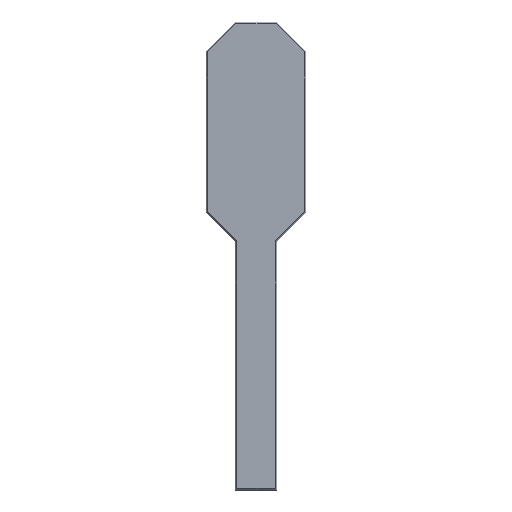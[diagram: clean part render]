
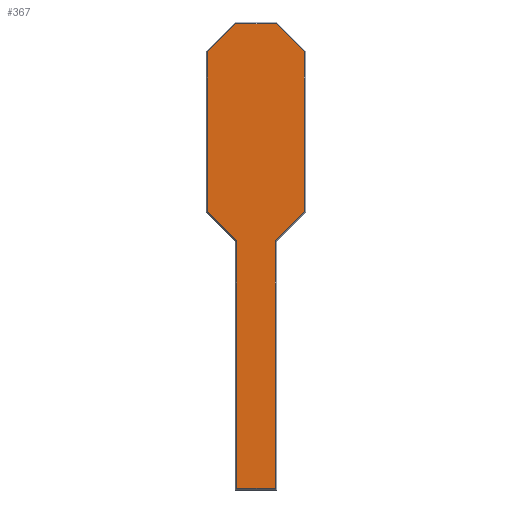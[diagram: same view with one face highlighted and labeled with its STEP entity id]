
A CAD part, top view. The second image highlights one B-rep face of the part: STEP entity #367.
In plain terms, the highlighted planar face has unit normal (0, 0, 1).
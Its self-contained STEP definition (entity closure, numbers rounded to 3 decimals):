
#142 = VERTEX_POINT('',#143);
#143 = CARTESIAN_POINT('',(-4.4,-68.3,3.));
#151 = VERTEX_POINT('',#152);
#152 = CARTESIAN_POINT('',(4.4,-68.3,3.));
#158 = EDGE_CURVE('',#142,#151,#159,.T.);
#159 = LINE('',#160,#161);
#160 = CARTESIAN_POINT('',(-4.8,-68.3,3.));
#161 = VECTOR('',#162,1.);
#162 = DIRECTION('',(1.,0.,0.));
#259 = VERTEX_POINT('',#260);
#260 = CARTESIAN_POINT('',(-4.4,-11.405,3.));
#268 = EDGE_CURVE('',#259,#142,#269,.T.);
#269 = LINE('',#270,#271);
#270 = CARTESIAN_POINT('',(-4.4,-11.571,3.));
#271 = VECTOR('',#272,1.);
#272 = DIRECTION('',(0.,-1.,0.));
#367 = ADVANCED_FACE('',(#368),#434,.T.);
#368 = FACE_BOUND('',#369,.T.);
#369 = EDGE_LOOP('',(#370,#371,#379,#387,#395,#403,#411,#419,#427,#433)
  );
#370 = ORIENTED_EDGE('',*,*,#158,.T.);
#371 = ORIENTED_EDGE('',*,*,#372,.T.);
#372 = EDGE_CURVE('',#151,#373,#375,.T.);
#373 = VERTEX_POINT('',#374);
#374 = CARTESIAN_POINT('',(4.4,-11.405,3.));
#375 = LINE('',#376,#377);
#376 = CARTESIAN_POINT('',(4.4,-68.7,3.));
#377 = VECTOR('',#378,1.);
#378 = DIRECTION('',(0.,1.,0.));
#379 = ORIENTED_EDGE('',*,*,#380,.T.);
#380 = EDGE_CURVE('',#373,#381,#383,.T.);
#381 = VERTEX_POINT('',#382);
#382 = CARTESIAN_POINT('',(11.1,-4.705,3.));
#383 = LINE('',#384,#385);
#384 = CARTESIAN_POINT('',(4.517,-11.288,3.));
#385 = VECTOR('',#386,1.);
#386 = DIRECTION('',(0.707,0.707,0.));
#387 = ORIENTED_EDGE('',*,*,#388,.T.);
#388 = EDGE_CURVE('',#381,#389,#391,.T.);
#389 = VERTEX_POINT('',#390);
#390 = CARTESIAN_POINT('',(11.1,32.105,3.));
#391 = LINE('',#392,#393);
#392 = CARTESIAN_POINT('',(11.1,-4.871,3.));
#393 = VECTOR('',#394,1.);
#394 = DIRECTION('',(0.,1.,0.));
#395 = ORIENTED_EDGE('',*,*,#396,.T.);
#396 = EDGE_CURVE('',#389,#397,#399,.T.);
#397 = VERTEX_POINT('',#398);
#398 = CARTESIAN_POINT('',(4.634,38.571,3.));
#399 = LINE('',#400,#401);
#400 = CARTESIAN_POINT('',(11.217,31.988,3.));
#401 = VECTOR('',#402,1.);
#402 = DIRECTION('',(-0.707,0.707,0.));
#403 = ORIENTED_EDGE('',*,*,#404,.T.);
#404 = EDGE_CURVE('',#397,#405,#407,.T.);
#405 = VERTEX_POINT('',#406);
#406 = CARTESIAN_POINT('',(-4.634,38.571,3.));
#407 = LINE('',#408,#409);
#408 = CARTESIAN_POINT('',(4.8,38.571,3.));
#409 = VECTOR('',#410,1.);
#410 = DIRECTION('',(-1.,0.,0.));
#411 = ORIENTED_EDGE('',*,*,#412,.T.);
#412 = EDGE_CURVE('',#405,#413,#415,.T.);
#413 = VERTEX_POINT('',#414);
#414 = CARTESIAN_POINT('',(-11.1,32.105,3.));
#415 = LINE('',#416,#417);
#416 = CARTESIAN_POINT('',(-4.517,38.688,3.));
#417 = VECTOR('',#418,1.);
#418 = DIRECTION('',(-0.707,-0.707,0.));
#419 = ORIENTED_EDGE('',*,*,#420,.T.);
#420 = EDGE_CURVE('',#413,#421,#423,.T.);
#421 = VERTEX_POINT('',#422);
#422 = CARTESIAN_POINT('',(-11.1,-4.705,3.));
#423 = LINE('',#424,#425);
#424 = CARTESIAN_POINT('',(-11.1,32.271,3.));
#425 = VECTOR('',#426,1.);
#426 = DIRECTION('',(0.,-1.,0.));
#427 = ORIENTED_EDGE('',*,*,#428,.T.);
#428 = EDGE_CURVE('',#421,#259,#429,.T.);
#429 = LINE('',#430,#431);
#430 = CARTESIAN_POINT('',(-11.217,-4.588,3.));
#431 = VECTOR('',#432,1.);
#432 = DIRECTION('',(0.707,-0.707,0.));
#433 = ORIENTED_EDGE('',*,*,#268,.T.);
#434 = PLANE('',#435);
#435 = AXIS2_PLACEMENT_3D('',#436,#437,#438);
#436 = CARTESIAN_POINT('',(0.,-13.574,3.));
#437 = DIRECTION('',(0.,0.,1.));
#438 = DIRECTION('',(1.,0.,0.));
